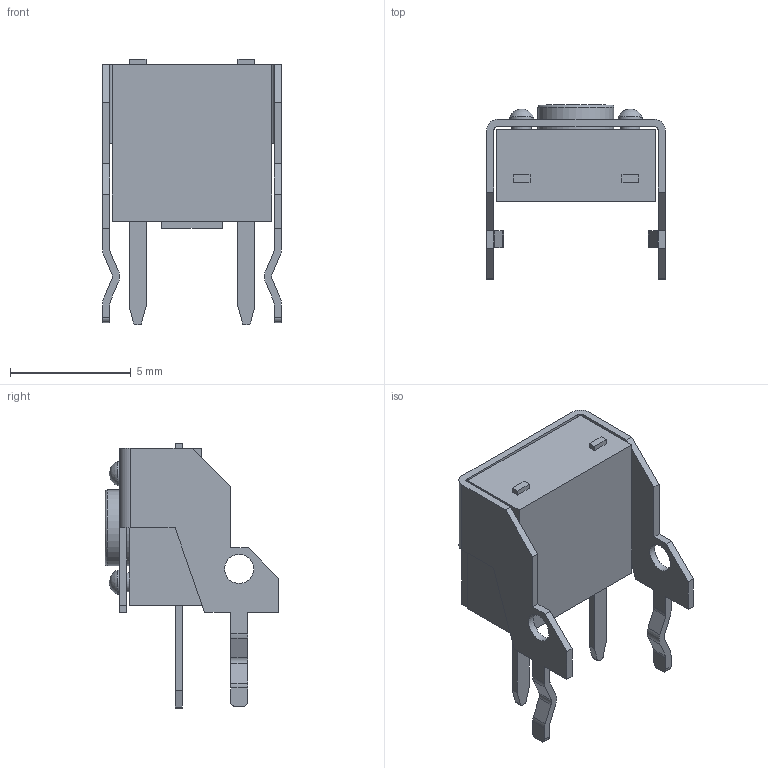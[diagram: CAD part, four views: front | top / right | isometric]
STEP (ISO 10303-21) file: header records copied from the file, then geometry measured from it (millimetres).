
FILE_DESCRIPTION(('FreeCAD Model'),'2;1');
FILE_NAME('SW_Tactile_SPST_Angled_PTS645Vx31-2LFS.step','2017-05-30T00:57:53',( 'kicad StepUp'),('ksu MCAD'),'Open CASCADE STEP processor 7.1', 'FreeCAD','Unknown');
FILE_SCHEMA(('AUTOMOTIVE_DESIGN_CC2 { 1 2 10303 214 -1 1 5 4 }'));
Length unit declared in the file: millimetre
Products named in the file (1): SW_Tactile_SPST_Angled_PTS645Vx31-2LFS
Bounding box: 7.4 x 7.2 x 11 mm (x, y, z)
Volume: 165 mm3; surface area: 390.7 mm2
Topology: 1 solids, 1 shells, 130 faces, 342 edges, 229 vertices
Faces by surface type: plane 89, cylinder 36, sphere 4, torus 1
Full cylindrical faces by diameter (mm): 0.8 x4, 1 x4, 1.2 x2, 3.14 x1, 3.5 x1
Entity records: 2954 total; most frequent: ORIENTED_EDGE 520, CARTESIAN_POINT 420, EDGE_CURVE 338, VERTEX_POINT 229, LINE 222, AXIS2_PLACEMENT_3D 172, DIRECTION 168, FACE_BOUND 161
